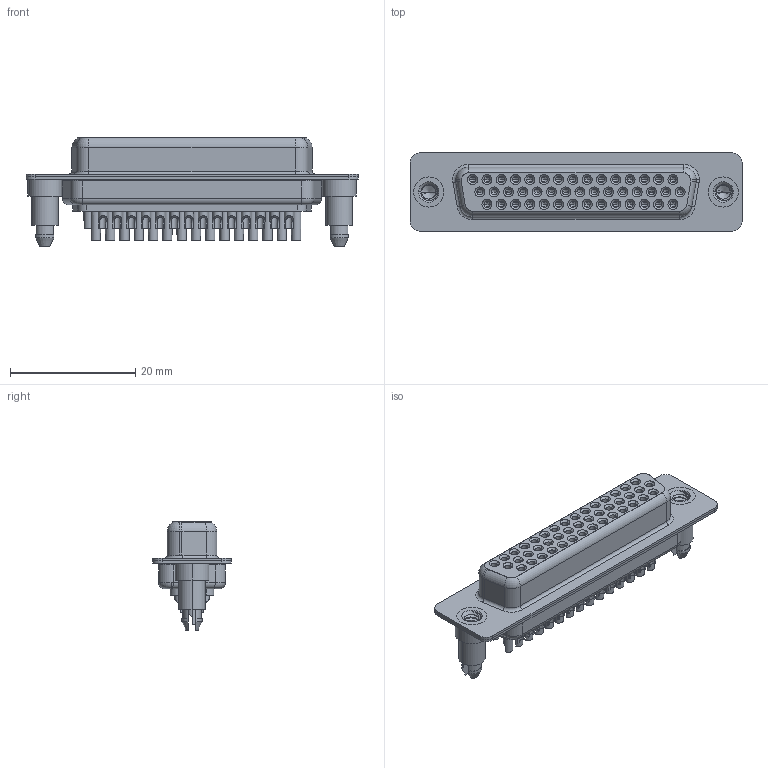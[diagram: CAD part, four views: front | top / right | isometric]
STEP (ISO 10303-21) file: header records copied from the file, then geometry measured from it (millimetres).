
FILE_DESCRIPTION (( 'STEP AP203' ), '1' );
FILE_NAME ('638-M44-632-BN5.STEP', '2022-07-05T20:57:36', ( '' ), ( '' ), 'SwSTEP 2.0', 'SolidWorks 2020', '' );
FILE_SCHEMA (( 'CONFIG_CONTROL_DESIGN' ));
Length unit declared in the file: millimetre
Products named in the file (8): 638M Shell Front_44 Contacts; 638M 4-40 Threaded Boardlock; 638M Housing_44 Contacts; 638M Contact Row 1_32; 638M Contact Row 3_32; 638-M44-632-BN5; 638M Contact Row 2_32; 638M Shell Rear_44 Contacts
Assembly tree (49 placements, depth 2):
  638-M44-632-BN5
    638M Housing_44 Contacts
    638M Shell Front_44 Contacts
    638M Shell Rear_44 Contacts
    638M Contact Row 1_32  x15
    638M Contact Row 2_32  x15
    638M Contact Row 3_32  x14
    638M 4-40 Threaded Boardlock  x2
Bounding box: 53.05 x 12.5 x 17.3 mm (x, y, z)
Volume: 3735 mm3; surface area: 12661.3 mm2
Topology: 49 solids, 49 shells, 2749 faces, 6801 edges, 4209 vertices
Faces by surface type: cylinder 1093, plane 831, cone 410, torus 409, bspline 6
Entity records: 31718 total; most frequent: CARTESIAN_POINT 6715, DIRECTION 5311, ORIENTED_EDGE 4424, AXIS2_PLACEMENT_3D 2237, EDGE_CURVE 2212, VERTEX_POINT 1408, EDGE_LOOP 1220, CIRCLE 1219
